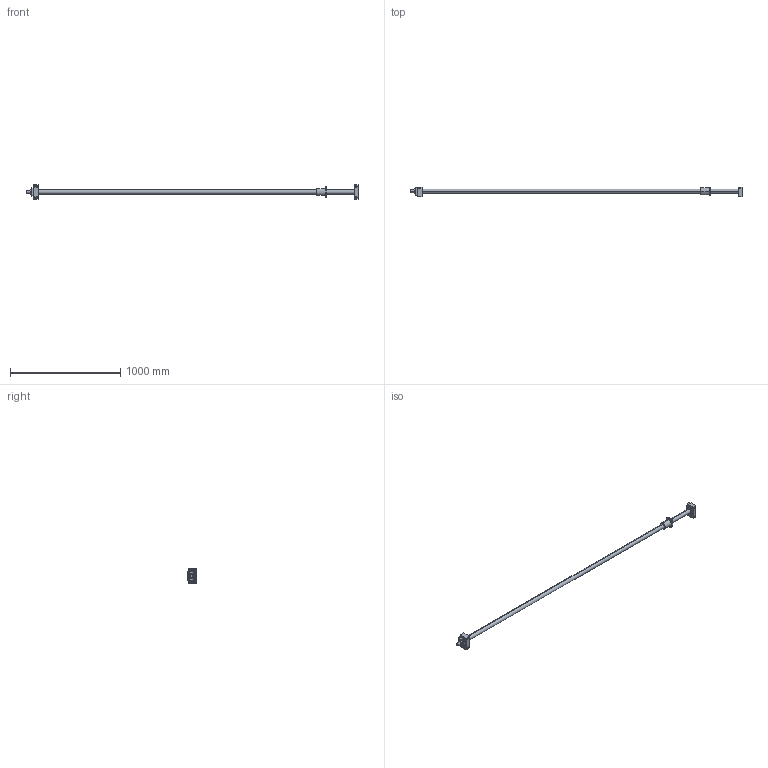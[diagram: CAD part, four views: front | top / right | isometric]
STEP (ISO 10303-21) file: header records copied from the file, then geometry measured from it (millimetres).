
FILE_DESCRIPTION (( 'STEP AP214' ), '1' );
FILE_NAME ('F2RFU4010-3000-BF30BK30.STEP', '2025-11-13T19:02:33', ( '' ), ( '' ), 'SwSTEP 2.0', 'SolidWorks 2023', '' );
FILE_SCHEMA (( 'AUTOMOTIVE_DESIGN' ));
Length unit declared in the file: millimetre
Products named in the file (11): BF30.stp; BK 30.stp; BK 30collar.stp; FS4010BKBF-3000; 40 x 10 Ball Nut; BK30Yes.stp; BK30Yes; BF 30 Part1.stp; BF30; F2RFU4010-3000-BF30BK30; BF 30 Part2.stp
Assembly tree (10 placements, depth 4):
  F2RFU4010-3000-BF30BK30
    FS4010BKBF-3000
    40 x 10 Ball Nut
    BF30
      BF30.stp
        BF 30 Part1.stp
        BF 30 Part2.stp
    BK30Yes
      BK30Yes.stp
        BK 30.stp
        BK 30collar.stp
Bounding box: 3011 x 89 x 128 mm (x, y, z)
Volume: 4616277.1 mm3; surface area: 558898.3 mm2
Topology: 6 solids, 7 shells, 291 faces, 697 edges, 459 vertices
Faces by surface type: plane 133, cylinder 124, cone 24, torus 10
Entity records: 9078 total; most frequent: CARTESIAN_POINT 1700, DIRECTION 1564, ORIENTED_EDGE 1394, EDGE_CURVE 697, AXIS2_PLACEMENT_3D 605, VERTEX_POINT 459, EDGE_LOOP 370, VECTOR 354
